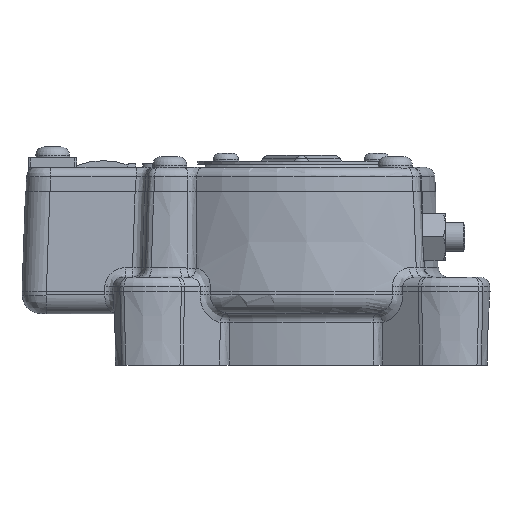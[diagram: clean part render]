
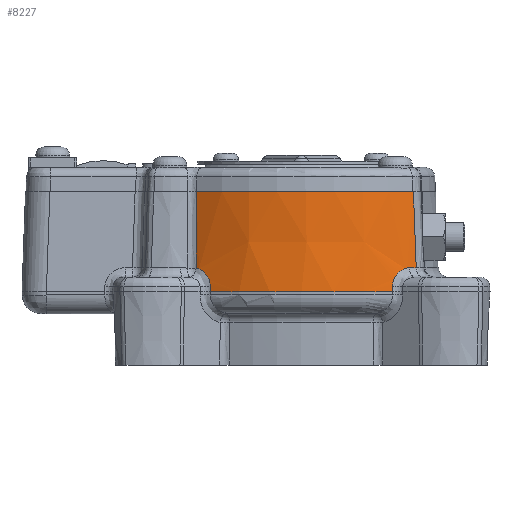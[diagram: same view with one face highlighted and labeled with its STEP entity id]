
A CAD part, left-side view. The second image highlights one B-rep face of the part: STEP entity #8227.
In plain terms, the highlighted conical face has half-angle 2 degrees and reference radius 78.037 mm.
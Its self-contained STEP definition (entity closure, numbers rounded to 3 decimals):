
#1293=CONICAL_SURFACE('',#8980,78.037,0.035);
#1466=B_SPLINE_CURVE_WITH_KNOTS('',3,(#13679,#13680,#13681,#13682,#13683,
#13684,#13685),.UNSPECIFIED.,.F.,.F.,(4,1,1,1,4),(0.,0.003,
0.006,0.009,0.013),
 .UNSPECIFIED.);
#1467=B_SPLINE_CURVE_WITH_KNOTS('',3,(#13698,#13699,#13700,#13701),
 .UNSPECIFIED.,.F.,.F.,(4,4),(0.,0.002),.UNSPECIFIED.);
#1468=B_SPLINE_CURVE_WITH_KNOTS('',3,(#13718,#13719,#13720,#13721),
 .UNSPECIFIED.,.F.,.F.,(4,4),(0.,0.002),.UNSPECIFIED.);
#1469=B_SPLINE_CURVE_WITH_KNOTS('',3,(#13745,#13746,#13747,#13748,#13749,
#13750),.UNSPECIFIED.,.F.,.F.,(4,1,1,4),(0.,0.006,0.008,
0.011),.UNSPECIFIED.);
#1498=B_SPLINE_CURVE_WITH_KNOTS('',3,(#14231,#14232,#14233,#14234),
 .UNSPECIFIED.,.F.,.F.,(4,4),(0.004,0.035),
 .UNSPECIFIED.);
#1499=B_SPLINE_CURVE_WITH_KNOTS('',3,(#14238,#14239,#14240,#14241),
 .UNSPECIFIED.,.F.,.F.,(4,4),(0.003,0.034),
 .UNSPECIFIED.);
#2819=ORIENTED_EDGE('',*,*,#4705,.F.);
#2820=ORIENTED_EDGE('',*,*,#4706,.T.);
#2821=ORIENTED_EDGE('',*,*,#4607,.T.);
#2822=ORIENTED_EDGE('',*,*,#4605,.T.);
#2823=ORIENTED_EDGE('',*,*,#4603,.F.);
#2824=ORIENTED_EDGE('',*,*,#4602,.T.);
#2825=ORIENTED_EDGE('',*,*,#4601,.T.);
#2826=ORIENTED_EDGE('',*,*,#4599,.T.);
#2827=ORIENTED_EDGE('',*,*,#4704,.T.);
#4599=EDGE_CURVE('',#5634,#5631,#6290,.T.);
#4601=EDGE_CURVE('',#5635,#5634,#1466,.T.);
#4602=EDGE_CURVE('',#5573,#5635,#1467,.T.);
#4603=EDGE_CURVE('',#5573,#5574,#6292,.F.);
#4605=EDGE_CURVE('',#5636,#5574,#1468,.T.);
#4607=EDGE_CURVE('',#5637,#5636,#1469,.T.);
#4704=EDGE_CURVE('',#5631,#5687,#1498,.T.);
#4705=EDGE_CURVE('',#5688,#5687,#6334,.F.);
#4706=EDGE_CURVE('',#5688,#5637,#1499,.T.);
#5573=VERTEX_POINT('',#13157);
#5574=VERTEX_POINT('',#13181);
#5631=VERTEX_POINT('',#13630);
#5634=VERTEX_POINT('',#13654);
#5635=VERTEX_POINT('',#13678);
#5636=VERTEX_POINT('',#13717);
#5637=VERTEX_POINT('',#13744);
#5687=VERTEX_POINT('',#14230);
#5688=VERTEX_POINT('',#14237);
#6290=CIRCLE('',#8895,77.692);
#6292=CIRCLE('',#8898,78.037);
#6334=CIRCLE('',#8981,76.605);
#6779=EDGE_LOOP('',(#2819,#2820,#2821,#2822,#2823,#2824,#2825,#2826,#2827));
#7421=FACE_BOUND('',#6779,.T.);
#8227=ADVANCED_FACE('',(#7421),#1293,.T.);
#8895=AXIS2_PLACEMENT_3D('',#13655,#10246,#10247);
#8898=AXIS2_PLACEMENT_3D('',#13703,#10252,#10253);
#8980=AXIS2_PLACEMENT_3D('',#14235,#10439,#10440);
#8981=AXIS2_PLACEMENT_3D('',#14236,#10441,#10442);
#10246=DIRECTION('',(0.,0.,1.));
#10247=DIRECTION('',(1.,0.,0.));
#10252=DIRECTION('',(0.,0.,1.));
#10253=DIRECTION('',(1.,0.,0.));
#10439=DIRECTION('',(0.,0.,-1.));
#10440=DIRECTION('',(1.,0.,0.));
#10441=DIRECTION('',(0.,0.,-1.));
#10442=DIRECTION('',(0.,1.,0.));
#13157=CARTESIAN_POINT('',(-68.515,-37.355,-22.5));
#13181=CARTESIAN_POINT('',(-68.515,37.355,-22.5));
#13630=CARTESIAN_POINT('',(-61.835,-47.038,-12.64));
#13654=CARTESIAN_POINT('',(-63.912,-44.174,-12.64));
#13655=CARTESIAN_POINT('',(0.,0.,-12.64));
#13678=CARTESIAN_POINT('',(-68.428,-37.358,-20.36));
#13679=CARTESIAN_POINT('',(-68.428,-37.358,-20.36));
#13680=CARTESIAN_POINT('',(-68.386,-37.359,-19.313));
#13681=CARTESIAN_POINT('',(-68.093,-37.75,-17.261));
#13682=CARTESIAN_POINT('',(-67.095,-39.336,-14.708));
#13683=CARTESIAN_POINT('',(-65.652,-41.605,-13.035));
#13684=CARTESIAN_POINT('',(-64.507,-43.313,-12.64));
#13685=CARTESIAN_POINT('',(-63.912,-44.174,-12.64));
#13698=CARTESIAN_POINT('',(-68.515,-37.355,-22.5));
#13699=CARTESIAN_POINT('',(-68.486,-37.356,-21.787));
#13700=CARTESIAN_POINT('',(-68.457,-37.357,-21.074));
#13701=CARTESIAN_POINT('',(-68.428,-37.358,-20.36));
#13703=CARTESIAN_POINT('',(0.,0.,-22.5));
#13717=CARTESIAN_POINT('',(-68.428,37.358,-20.36));
#13718=CARTESIAN_POINT('',(-68.428,37.358,-20.36));
#13719=CARTESIAN_POINT('',(-68.457,37.357,-21.074));
#13720=CARTESIAN_POINT('',(-68.486,37.356,-21.787));
#13721=CARTESIAN_POINT('',(-68.515,37.355,-22.5));
#13744=CARTESIAN_POINT('',(-64.614,43.146,-12.734));
#13745=CARTESIAN_POINT('',(-64.614,43.146,-12.734));
#13746=CARTESIAN_POINT('',(-65.654,41.607,-13.017));
#13747=CARTESIAN_POINT('',(-67.045,39.411,-14.387));
#13748=CARTESIAN_POINT('',(-68.148,37.671,-17.578));
#13749=CARTESIAN_POINT('',(-68.39,37.359,-19.421));
#13750=CARTESIAN_POINT('',(-68.428,37.358,-20.36));
#14230=CARTESIAN_POINT('',(-61.331,-45.9,18.5));
#14231=CARTESIAN_POINT('',(-61.835,-47.038,-12.64));
#14232=CARTESIAN_POINT('',(-61.668,-46.659,-2.26));
#14233=CARTESIAN_POINT('',(-61.5,-46.28,8.12));
#14234=CARTESIAN_POINT('',(-61.331,-45.9,18.5));
#14235=CARTESIAN_POINT('',(0.,0.,-22.5));
#14236=CARTESIAN_POINT('',(0.,0.,18.5));
#14237=CARTESIAN_POINT('',(-63.422,42.964,18.5));
#14238=CARTESIAN_POINT('',(-63.422,42.964,18.5));
#14239=CARTESIAN_POINT('',(-63.821,43.024,8.089));
#14240=CARTESIAN_POINT('',(-64.218,43.085,-2.323));
#14241=CARTESIAN_POINT('',(-64.614,43.146,-12.734));
